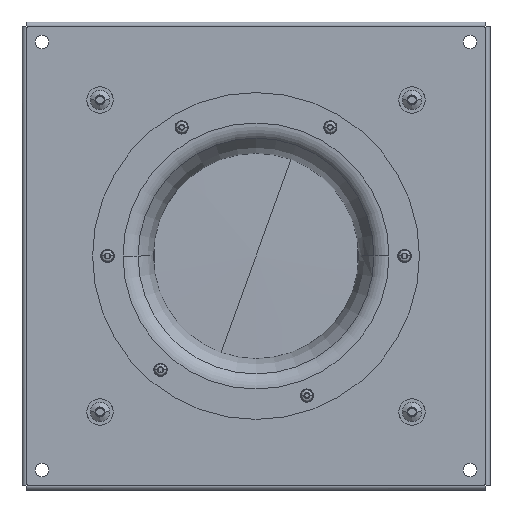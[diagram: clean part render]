
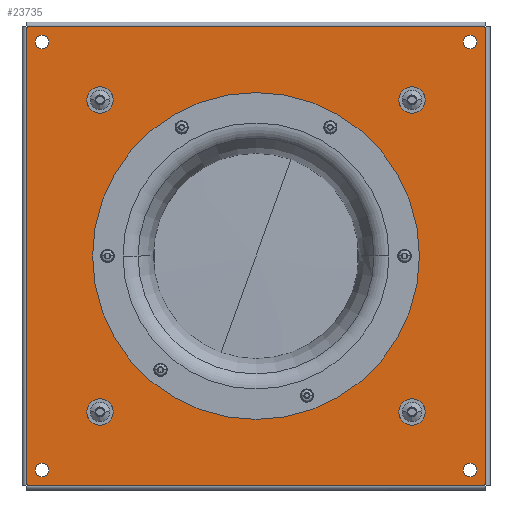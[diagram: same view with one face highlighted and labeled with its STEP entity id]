
A CAD part, front view. The second image highlights one B-rep face of the part: STEP entity #23735.
In plain terms, the highlighted planar face has unit normal (0, -1, 0).
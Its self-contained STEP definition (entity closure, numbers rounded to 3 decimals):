
#18165=CARTESIAN_POINT('',(153.993,-135.,-154.7));
#18195=CARTESIAN_POINT('',(-153.993,-135.,-154.7));
#18197=DIRECTION('',(1.,0.,0.));
#18198=VECTOR('',#18197,307.986);
#18199=CARTESIAN_POINT('',(-153.993,-135.,-154.7));
#18200=LINE('',#18199,#18198);
#18403=CARTESIAN_POINT('',(154.346,-135.,154.346));
#18404=DIRECTION('',(0.,-1.,0.));
#18405=DIRECTION('',(-0.707,0.,0.707));
#18406=AXIS2_PLACEMENT_3D('',#18403,#18404,#18405);
#18408=CARTESIAN_POINT('',(154.346,-135.,-154.346));
#18409=DIRECTION('',(0.,-1.,0.));
#18410=DIRECTION('',(0.707,0.,0.707));
#18411=AXIS2_PLACEMENT_3D('',#18408,#18409,#18410);
#18413=CARTESIAN_POINT('',(-154.346,-135.,-154.346));
#18414=DIRECTION('',(0.,-1.,0.));
#18415=DIRECTION('',(0.707,0.,-0.707));
#18416=AXIS2_PLACEMENT_3D('',#18413,#18414,#18415);
#18418=CARTESIAN_POINT('',(-154.346,-135.,154.346));
#18419=DIRECTION('',(0.,-1.,0.));
#18420=DIRECTION('',(-0.707,0.,-0.707));
#18421=AXIS2_PLACEMENT_3D('',#18418,#18419,#18420);
#18423=CARTESIAN_POINT('',(-144.,-135.,-144.));
#18424=DIRECTION('',(0.,-1.,0.));
#18425=DIRECTION('',(1.,0.,0.));
#18426=AXIS2_PLACEMENT_3D('',#18423,#18424,#18425);
#18428=CARTESIAN_POINT('',(-144.,-135.,-144.));
#18429=DIRECTION('',(0.,-1.,0.));
#18430=DIRECTION('',(-1.,0.,0.));
#18431=AXIS2_PLACEMENT_3D('',#18428,#18429,#18430);
#18433=CARTESIAN_POINT('',(-144.,-135.,144.));
#18434=DIRECTION('',(0.,-1.,0.));
#18435=DIRECTION('',(1.,0.,0.));
#18436=AXIS2_PLACEMENT_3D('',#18433,#18434,#18435);
#18438=CARTESIAN_POINT('',(-144.,-135.,144.));
#18439=DIRECTION('',(0.,-1.,0.));
#18440=DIRECTION('',(-1.,0.,0.));
#18441=AXIS2_PLACEMENT_3D('',#18438,#18439,#18440);
#18443=CARTESIAN_POINT('',(144.,-135.,144.));
#18444=DIRECTION('',(0.,-1.,0.));
#18445=DIRECTION('',(1.,0.,0.));
#18446=AXIS2_PLACEMENT_3D('',#18443,#18444,#18445);
#18448=CARTESIAN_POINT('',(144.,-135.,144.));
#18449=DIRECTION('',(0.,-1.,0.));
#18450=DIRECTION('',(-1.,0.,0.));
#18451=AXIS2_PLACEMENT_3D('',#18448,#18449,#18450);
#18453=CARTESIAN_POINT('',(144.,-135.,-144.));
#18454=DIRECTION('',(0.,-1.,0.));
#18455=DIRECTION('',(1.,0.,0.));
#18456=AXIS2_PLACEMENT_3D('',#18453,#18454,#18455);
#18458=CARTESIAN_POINT('',(144.,-135.,-144.));
#18459=DIRECTION('',(0.,-1.,0.));
#18460=DIRECTION('',(-1.,0.,0.));
#18461=AXIS2_PLACEMENT_3D('',#18458,#18459,#18460);
#18463=CARTESIAN_POINT('',(-105.,-135.,-105.));
#18464=DIRECTION('',(0.,-1.,0.));
#18465=DIRECTION('',(1.,0.,0.));
#18466=AXIS2_PLACEMENT_3D('',#18463,#18464,#18465);
#18468=CARTESIAN_POINT('',(-105.,-135.,-105.));
#18469=DIRECTION('',(0.,-1.,0.));
#18470=DIRECTION('',(-1.,0.,0.));
#18471=AXIS2_PLACEMENT_3D('',#18468,#18469,#18470);
#18473=CARTESIAN_POINT('',(105.,-135.,-105.));
#18474=DIRECTION('',(0.,-1.,0.));
#18475=DIRECTION('',(1.,0.,0.));
#18476=AXIS2_PLACEMENT_3D('',#18473,#18474,#18475);
#18478=CARTESIAN_POINT('',(105.,-135.,-105.));
#18479=DIRECTION('',(0.,-1.,0.));
#18480=DIRECTION('',(-1.,0.,0.));
#18481=AXIS2_PLACEMENT_3D('',#18478,#18479,#18480);
#18483=CARTESIAN_POINT('',(-105.,-135.,105.));
#18484=DIRECTION('',(0.,-1.,0.));
#18485=DIRECTION('',(1.,0.,0.));
#18486=AXIS2_PLACEMENT_3D('',#18483,#18484,#18485);
#18488=CARTESIAN_POINT('',(-105.,-135.,105.));
#18489=DIRECTION('',(0.,-1.,0.));
#18490=DIRECTION('',(-1.,0.,0.));
#18491=AXIS2_PLACEMENT_3D('',#18488,#18489,#18490);
#18493=CARTESIAN_POINT('',(105.,-135.,105.));
#18494=DIRECTION('',(0.,-1.,0.));
#18495=DIRECTION('',(1.,0.,0.));
#18496=AXIS2_PLACEMENT_3D('',#18493,#18494,#18495);
#18498=CARTESIAN_POINT('',(105.,-135.,105.));
#18499=DIRECTION('',(0.,-1.,0.));
#18500=DIRECTION('',(-1.,0.,0.));
#18501=AXIS2_PLACEMENT_3D('',#18498,#18499,#18500);
#18595=DIRECTION('',(0.,0.,1.));
#18596=VECTOR('',#18595,307.986);
#18597=CARTESIAN_POINT('',(154.7,-135.,-153.993));
#18598=LINE('',#18597,#18596);
#18751=DIRECTION('',(0.,0.,-1.));
#18752=VECTOR('',#18751,307.986);
#18753=CARTESIAN_POINT('',(-154.7,-135.,153.993));
#18754=LINE('',#18753,#18752);
#18878=DIRECTION('',(-1.,0.,0.));
#18879=VECTOR('',#18878,307.986);
#18880=CARTESIAN_POINT('',(153.993,-135.,154.7));
#18881=LINE('',#18880,#18879);
#19491=CARTESIAN_POINT('',(0.,-135.,0.));
#19492=DIRECTION('',(0.,-1.,0.));
#19493=DIRECTION('',(-1.,0.,0.));
#19494=AXIS2_PLACEMENT_3D('',#19491,#19492,#19493);
#19496=CARTESIAN_POINT('',(0.,-135.,0.));
#19497=DIRECTION('',(0.,-1.,0.));
#19498=DIRECTION('',(1.,0.,0.));
#19499=AXIS2_PLACEMENT_3D('',#19496,#19497,#19498);
#22563=VERTEX_POINT('',#18165);
#22569=VERTEX_POINT('',#18195);
#22682=CARTESIAN_POINT('',(153.993,-135.,154.7));
#22683=CARTESIAN_POINT('',(154.7,-135.,153.993));
#22684=VERTEX_POINT('',#22682);
#22685=VERTEX_POINT('',#22683);
#22686=CARTESIAN_POINT('',(-153.993,-135.,154.7));
#22687=VERTEX_POINT('',#22686);
#22688=CARTESIAN_POINT('',(-154.7,-135.,153.993));
#22689=VERTEX_POINT('',#22688);
#22690=CARTESIAN_POINT('',(-154.7,-135.,-153.993));
#22691=VERTEX_POINT('',#22690);
#22692=CARTESIAN_POINT('',(154.7,-135.,-153.993));
#22693=VERTEX_POINT('',#22692);
#22694=CARTESIAN_POINT('',(-139.5,-135.,-144.));
#22695=CARTESIAN_POINT('',(-148.5,-135.,-144.));
#22696=VERTEX_POINT('',#22694);
#22697=VERTEX_POINT('',#22695);
#22698=CARTESIAN_POINT('',(-139.5,-135.,144.));
#22699=CARTESIAN_POINT('',(-148.5,-135.,144.));
#22700=VERTEX_POINT('',#22698);
#22701=VERTEX_POINT('',#22699);
#22702=CARTESIAN_POINT('',(148.5,-135.,144.));
#22703=CARTESIAN_POINT('',(139.5,-135.,144.));
#22704=VERTEX_POINT('',#22702);
#22705=VERTEX_POINT('',#22703);
#22706=CARTESIAN_POINT('',(148.5,-135.,-144.));
#22707=CARTESIAN_POINT('',(139.5,-135.,-144.));
#22708=VERTEX_POINT('',#22706);
#22709=VERTEX_POINT('',#22707);
#22710=CARTESIAN_POINT('',(-100.7,-135.,-105.));
#22711=CARTESIAN_POINT('',(-109.3,-135.,-105.));
#22712=VERTEX_POINT('',#22710);
#22713=VERTEX_POINT('',#22711);
#22714=CARTESIAN_POINT('',(109.3,-135.,-105.));
#22715=CARTESIAN_POINT('',(100.7,-135.,-105.));
#22716=VERTEX_POINT('',#22714);
#22717=VERTEX_POINT('',#22715);
#22718=CARTESIAN_POINT('',(-100.7,-135.,105.));
#22719=CARTESIAN_POINT('',(-109.3,-135.,105.));
#22720=VERTEX_POINT('',#22718);
#22721=VERTEX_POINT('',#22719);
#22722=CARTESIAN_POINT('',(109.3,-135.,105.));
#22723=CARTESIAN_POINT('',(100.7,-135.,105.));
#22724=VERTEX_POINT('',#22722);
#22725=VERTEX_POINT('',#22723);
#23068=CARTESIAN_POINT('',(-110.,-135.,0.));
#23069=CARTESIAN_POINT('',(110.,-135.,0.));
#23070=VERTEX_POINT('',#23068);
#23071=VERTEX_POINT('',#23069);
#23660=CARTESIAN_POINT('',(0.,-135.,0.));
#23661=DIRECTION('',(0.,1.,0.));
#23662=DIRECTION('',(1.,0.,0.));
#23663=AXIS2_PLACEMENT_3D('',#23660,#23661,#23662);
#23664=PLANE('',#23663);
#23665=ORIENTED_EDGE('',*,*,#23650,.T.);
#23667=ORIENTED_EDGE('',*,*,#23666,.F.);
#23669=ORIENTED_EDGE('',*,*,#23668,.T.);
#23670=ORIENTED_EDGE('',*,*,#23411,.F.);
#23672=ORIENTED_EDGE('',*,*,#23671,.T.);
#23674=ORIENTED_EDGE('',*,*,#23673,.F.);
#23676=ORIENTED_EDGE('',*,*,#23675,.T.);
#23678=ORIENTED_EDGE('',*,*,#23677,.F.);
#23679=EDGE_LOOP('',(#23665,#23667,#23669,#23670,#23672,#23674,#23676,#23678));
#23680=FACE_OUTER_BOUND('',#23679,.F.);
#23682=ORIENTED_EDGE('',*,*,#23681,.T.);
#23684=ORIENTED_EDGE('',*,*,#23683,.T.);
#23685=EDGE_LOOP('',(#23682,#23684));
#23686=FACE_BOUND('',#23685,.F.);
#23688=ORIENTED_EDGE('',*,*,#23687,.T.);
#23690=ORIENTED_EDGE('',*,*,#23689,.T.);
#23691=EDGE_LOOP('',(#23688,#23690));
#23692=FACE_BOUND('',#23691,.F.);
#23694=ORIENTED_EDGE('',*,*,#23693,.T.);
#23696=ORIENTED_EDGE('',*,*,#23695,.T.);
#23697=EDGE_LOOP('',(#23694,#23696));
#23698=FACE_BOUND('',#23697,.F.);
#23700=ORIENTED_EDGE('',*,*,#23699,.T.);
#23702=ORIENTED_EDGE('',*,*,#23701,.T.);
#23703=EDGE_LOOP('',(#23700,#23702));
#23704=FACE_BOUND('',#23703,.F.);
#23706=ORIENTED_EDGE('',*,*,#23705,.T.);
#23708=ORIENTED_EDGE('',*,*,#23707,.T.);
#23709=EDGE_LOOP('',(#23706,#23708));
#23710=FACE_BOUND('',#23709,.F.);
#23712=ORIENTED_EDGE('',*,*,#23711,.T.);
#23714=ORIENTED_EDGE('',*,*,#23713,.T.);
#23715=EDGE_LOOP('',(#23712,#23714));
#23716=FACE_BOUND('',#23715,.F.);
#23718=ORIENTED_EDGE('',*,*,#23717,.T.);
#23720=ORIENTED_EDGE('',*,*,#23719,.T.);
#23721=EDGE_LOOP('',(#23718,#23720));
#23722=FACE_BOUND('',#23721,.F.);
#23724=ORIENTED_EDGE('',*,*,#23723,.T.);
#23726=ORIENTED_EDGE('',*,*,#23725,.T.);
#23727=EDGE_LOOP('',(#23724,#23726));
#23728=FACE_BOUND('',#23727,.F.);
#23730=ORIENTED_EDGE('',*,*,#23729,.T.);
#23732=ORIENTED_EDGE('',*,*,#23731,.T.);
#23733=EDGE_LOOP('',(#23730,#23732));
#23734=FACE_BOUND('',#23733,.F.);
#23735=ADVANCED_FACE('',(#23680,#23686,#23692,#23698,#23704,#23710,#23716,
#23722,#23728,#23734),#23664,.F.);
#18407=CIRCLE('',#18406,0.5);
#18412=CIRCLE('',#18411,0.5);
#18417=CIRCLE('',#18416,0.5);
#18422=CIRCLE('',#18421,0.5);
#18427=CIRCLE('',#18426,4.5);
#18432=CIRCLE('',#18431,4.5);
#18437=CIRCLE('',#18436,4.5);
#18442=CIRCLE('',#18441,4.5);
#18447=CIRCLE('',#18446,4.5);
#18452=CIRCLE('',#18451,4.5);
#18457=CIRCLE('',#18456,4.5);
#18462=CIRCLE('',#18461,4.5);
#18467=CIRCLE('',#18466,4.3);
#18472=CIRCLE('',#18471,4.3);
#18477=CIRCLE('',#18476,4.3);
#18482=CIRCLE('',#18481,4.3);
#18487=CIRCLE('',#18486,4.3);
#18492=CIRCLE('',#18491,4.3);
#18497=CIRCLE('',#18496,4.3);
#18502=CIRCLE('',#18501,4.3);
#19495=CIRCLE('',#19494,110.);
#19500=CIRCLE('',#19499,110.);
#23411=EDGE_CURVE('',#22569,#22563,#18200,.T.);
#23650=EDGE_CURVE('',#22684,#22685,#18407,.T.);
#23666=EDGE_CURVE('',#22693,#22685,#18598,.T.);
#23668=EDGE_CURVE('',#22693,#22563,#18412,.T.);
#23671=EDGE_CURVE('',#22569,#22691,#18417,.T.);
#23673=EDGE_CURVE('',#22689,#22691,#18754,.T.);
#23675=EDGE_CURVE('',#22689,#22687,#18422,.T.);
#23677=EDGE_CURVE('',#22684,#22687,#18881,.T.);
#23681=EDGE_CURVE('',#22696,#22697,#18427,.T.);
#23683=EDGE_CURVE('',#22697,#22696,#18432,.T.);
#23687=EDGE_CURVE('',#22700,#22701,#18437,.T.);
#23689=EDGE_CURVE('',#22701,#22700,#18442,.T.);
#23693=EDGE_CURVE('',#22704,#22705,#18447,.T.);
#23695=EDGE_CURVE('',#22705,#22704,#18452,.T.);
#23699=EDGE_CURVE('',#22708,#22709,#18457,.T.);
#23701=EDGE_CURVE('',#22709,#22708,#18462,.T.);
#23705=EDGE_CURVE('',#22712,#22713,#18467,.T.);
#23707=EDGE_CURVE('',#22713,#22712,#18472,.T.);
#23711=EDGE_CURVE('',#22716,#22717,#18477,.T.);
#23713=EDGE_CURVE('',#22717,#22716,#18482,.T.);
#23717=EDGE_CURVE('',#22720,#22721,#18487,.T.);
#23719=EDGE_CURVE('',#22721,#22720,#18492,.T.);
#23723=EDGE_CURVE('',#22724,#22725,#18497,.T.);
#23725=EDGE_CURVE('',#22725,#22724,#18502,.T.);
#23729=EDGE_CURVE('',#23070,#23071,#19495,.T.);
#23731=EDGE_CURVE('',#23071,#23070,#19500,.T.);
